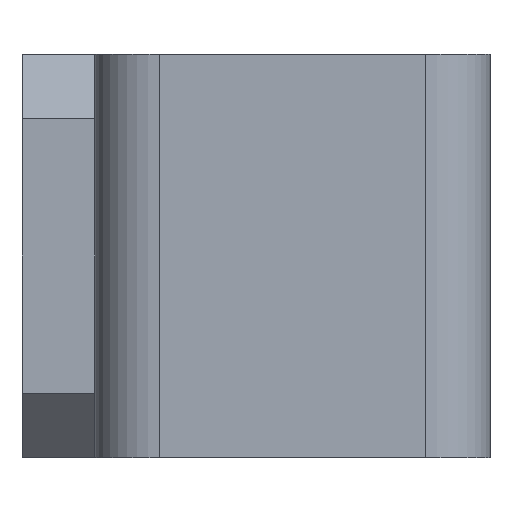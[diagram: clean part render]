
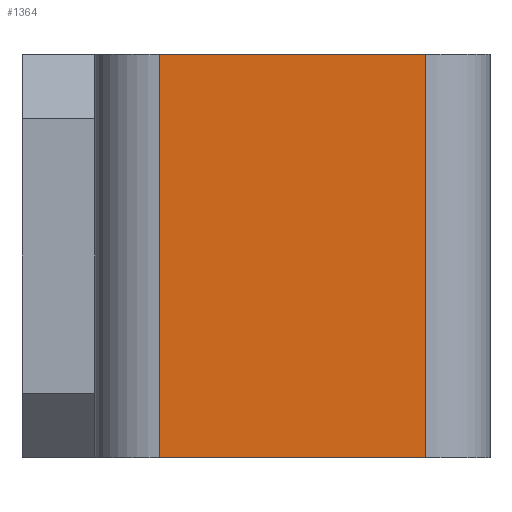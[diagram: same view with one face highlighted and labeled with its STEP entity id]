
A CAD part, left-side view. The second image highlights one B-rep face of the part: STEP entity #1364.
In plain terms, the highlighted planar face has unit normal (-1, 0, 0).
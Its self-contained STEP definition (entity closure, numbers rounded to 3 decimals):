
#95 = CARTESIAN_POINT ( 'NONE',  ( -1., -0.412, 0.625 ) ) ;
#130 = CARTESIAN_POINT ( 'NONE',  ( -1., -0.412, -0.625 ) ) ;
#268 = EDGE_CURVE ( 'NONE', #1321, #986, #1509, .T. ) ;
#300 = VERTEX_POINT ( 'NONE', #1053 ) ;
#324 = VECTOR ( 'NONE', #965, 1000. ) ;
#347 = EDGE_CURVE ( 'NONE', #300, #353, #1203, .T. ) ;
#353 = VERTEX_POINT ( 'NONE', #130 ) ;
#404 = VECTOR ( 'NONE', #1075, 1000. ) ;
#436 = AXIS2_PLACEMENT_3D ( 'NONE', #1419, #1299, #722 ) ;
#453 = PLANE ( 'NONE',  #436 ) ;
#457 = CARTESIAN_POINT ( 'NONE',  ( -1., -0.412, 0.625 ) ) ;
#488 = ORIENTED_EDGE ( 'NONE', *, *, #1410, .F. ) ;
#489 = CARTESIAN_POINT ( 'NONE',  ( -1., -0.412, -0.625 ) ) ;
#520 = CARTESIAN_POINT ( 'NONE',  ( -1., -0.412, 0.625 ) ) ;
#571 = LINE ( 'NONE', #95, #404 ) ;
#622 = ORIENTED_EDGE ( 'NONE', *, *, #347, .T. ) ;
#691 = DIRECTION ( 'NONE',  ( 0., -1., 0. ) ) ;
#698 = EDGE_LOOP ( 'NONE', ( #622, #488, #1188, #1317 ) ) ;
#722 = DIRECTION ( 'NONE',  ( 0., 0., -1. ) ) ;
#905 = EDGE_CURVE ( 'NONE', #1321, #300, #1178, .T. ) ;
#965 = DIRECTION ( 'NONE',  ( 0., -1., 0. ) ) ;
#986 = VERTEX_POINT ( 'NONE', #520 ) ;
#1053 = CARTESIAN_POINT ( 'NONE',  ( -1., 0.412, -0.625 ) ) ;
#1060 = FACE_OUTER_BOUND ( 'NONE', #698, .T. ) ;
#1075 = DIRECTION ( 'NONE',  ( 0., 0., -1. ) ) ;
#1165 = CARTESIAN_POINT ( 'NONE',  ( -1., 0.412, 0.625 ) ) ;
#1178 = LINE ( 'NONE', #1323, #1543 ) ;
#1186 = VECTOR ( 'NONE', #691, 1000. ) ;
#1188 = ORIENTED_EDGE ( 'NONE', *, *, #268, .F. ) ;
#1203 = LINE ( 'NONE', #489, #324 ) ;
#1299 = DIRECTION ( 'NONE',  ( 1., 0., 0. ) ) ;
#1317 = ORIENTED_EDGE ( 'NONE', *, *, #905, .T. ) ;
#1321 = VERTEX_POINT ( 'NONE', #1165 ) ;
#1323 = CARTESIAN_POINT ( 'NONE',  ( -1., 0.412, 0.625 ) ) ;
#1325 = DIRECTION ( 'NONE',  ( 0., 0., -1. ) ) ;
#1364 = ADVANCED_FACE ( 'NONE', ( #1060 ), #453, .F. ) ;
#1410 = EDGE_CURVE ( 'NONE', #986, #353, #571, .T. ) ;
#1419 = CARTESIAN_POINT ( 'NONE',  ( -1., -0.412, 0.625 ) ) ;
#1509 = LINE ( 'NONE', #457, #1186 ) ;
#1543 = VECTOR ( 'NONE', #1325, 1000. ) ;
